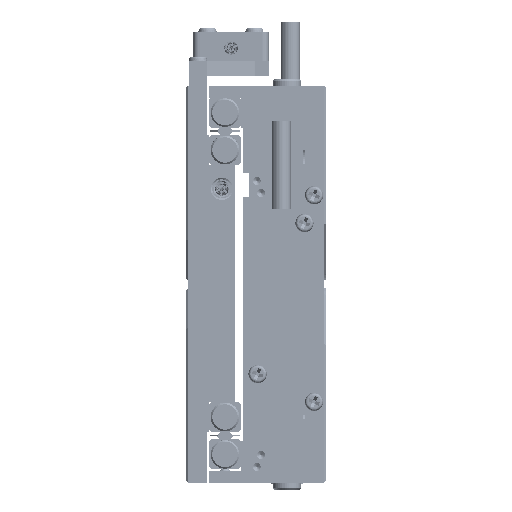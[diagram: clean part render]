
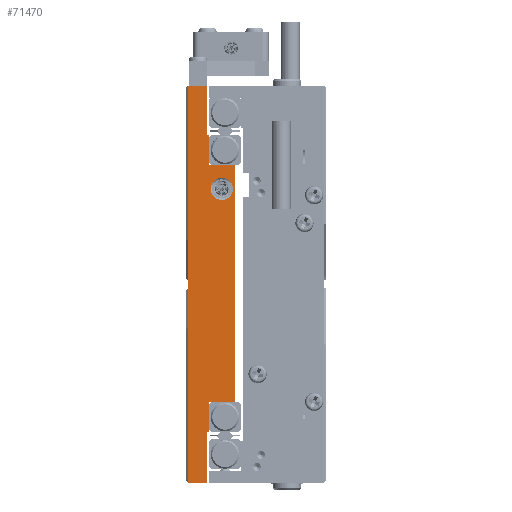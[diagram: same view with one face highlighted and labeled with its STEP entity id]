
A CAD part, left-side view. The second image highlights one B-rep face of the part: STEP entity #71470.
In plain terms, the highlighted face is planar.
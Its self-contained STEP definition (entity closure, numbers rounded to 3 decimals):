
#113 = EDGE_CURVE ( 'NONE', #75994, #64790, #5552, .T. ) ;
#163 = DIRECTION ( 'NONE',  ( 0., 0., -1. ) ) ;
#633 = LINE ( 'NONE', #27117, #42171 ) ;
#1099 = CARTESIAN_POINT ( 'NONE',  ( 40., -6.15, 50. ) ) ;
#2100 = CARTESIAN_POINT ( 'NONE',  ( 10.2, -2.85, 50. ) ) ;
#3395 = EDGE_CURVE ( 'NONE', #19246, #72451, #12841, .T. ) ;
#3687 = EDGE_CURVE ( 'NONE', #49598, #83739, #60538, .T. ) ;
#4718 = CIRCLE ( 'NONE', #53245, 1.4 ) ;
#5552 = LINE ( 'NONE', #32036, #40510 ) ;
#6675 = FACE_OUTER_BOUND ( 'NONE', #57641, .T. ) ;
#7693 = CARTESIAN_POINT ( 'NONE',  ( 0., -2.55, 50. ) ) ;
#7726 = EDGE_CURVE ( 'NONE', #56954, #19246, #12318, .T. ) ;
#8701 = CARTESIAN_POINT ( 'NONE',  ( 40., -2.85, 50. ) ) ;
#9894 = CARTESIAN_POINT ( 'NONE',  ( 6.4, -2.85, 50. ) ) ;
#10559 = VECTOR ( 'NONE', #43840, 1000. ) ;
#11070 = DIRECTION ( 'NONE',  ( 0., 0., 1. ) ) ;
#11796 = DIRECTION ( 'NONE',  ( 0., -1., 0. ) ) ;
#12318 = LINE ( 'NONE', #38781, #19196 ) ;
#12841 = LINE ( 'NONE', #39308, #38035 ) ;
#13596 = VERTEX_POINT ( 'NONE', #65840 ) ;
#14114 = VERTEX_POINT ( 'NONE', #29351 ) ;
#14439 = CARTESIAN_POINT ( 'NONE',  ( 6.4, -2.55, 50. ) ) ;
#14626 = CARTESIAN_POINT ( 'NONE',  ( 10.2, -6.15, 50. ) ) ;
#15131 = ORIENTED_EDGE ( 'NONE', *, *, #76060, .T. ) ;
#16532 = CARTESIAN_POINT ( 'NONE',  ( 40., -6.15, 50. ) ) ;
#17367 = CARTESIAN_POINT ( 'NONE',  ( 43.8, -2.55, 50. ) ) ;
#18997 = LINE ( 'NONE', #45480, #38982 ) ;
#19196 = VECTOR ( 'NONE', #65240, 1000. ) ;
#19246 = VERTEX_POINT ( 'NONE', #49965 ) ;
#19600 = ORIENTED_EDGE ( 'NONE', *, *, #45210, .T. ) ;
#20003 = VECTOR ( 'NONE', #52262, 1000. ) ;
#20245 = VERTEX_POINT ( 'NONE', #2100 ) ;
#21736 = EDGE_LOOP ( 'NONE', ( #61721, #38859 ) ) ;
#21752 = DIRECTION ( 'NONE',  ( 1., 0., 0. ) ) ;
#21864 = DIRECTION ( 'NONE',  ( 1., 0., 0. ) ) ;
#22801 = VECTOR ( 'NONE', #11796, 1000. ) ;
#23027 = CARTESIAN_POINT ( 'NONE',  ( 50., -0.2, 50. ) ) ;
#23995 = ORIENTED_EDGE ( 'NONE', *, *, #7726, .T. ) ;
#24803 = ORIENTED_EDGE ( 'NONE', *, *, #75667, .T. ) ;
#25312 = CIRCLE ( 'NONE', #36394, 1.4 ) ;
#25383 = EDGE_CURVE ( 'NONE', #35315, #64500, #4718, .T. ) ;
#25810 = CARTESIAN_POINT ( 'NONE',  ( 0., -0.2, 50. ) ) ;
#26045 = ORIENTED_EDGE ( 'NONE', *, *, #113, .T. ) ;
#26551 = VECTOR ( 'NONE', #41106, 1000. ) ;
#26617 = VECTOR ( 'NONE', #36358, 1000. ) ;
#26640 = DIRECTION ( 'NONE',  ( -1., 0., 0. ) ) ;
#26707 = ORIENTED_EDGE ( 'NONE', *, *, #33317, .T. ) ;
#27117 = CARTESIAN_POINT ( 'NONE',  ( 10.2, -2.85, 50. ) ) ;
#27584 = DIRECTION ( 'NONE',  ( 1., 0., 0. ) ) ;
#27890 = VECTOR ( 'NONE', #83686, 1000. ) ;
#28382 = VECTOR ( 'NONE', #35178, 1000. ) ;
#29351 = CARTESIAN_POINT ( 'NONE',  ( 0., -0.2, 50. ) ) ;
#30286 = CARTESIAN_POINT ( 'NONE',  ( 19.5, -0.2, 50. ) ) ;
#30304 = VERTEX_POINT ( 'NONE', #37308 ) ;
#30640 = AXIS2_PLACEMENT_3D ( 'NONE', #59594, #163, #26640 ) ;
#30797 = LINE ( 'NONE', #57242, #27890 ) ;
#32036 = CARTESIAN_POINT ( 'NONE',  ( 6.4, -2.55, 50. ) ) ;
#33153 = PLANE ( 'NONE',  #30640 ) ;
#33317 = EDGE_CURVE ( 'NONE', #39237, #56954, #76775, .T. ) ;
#33463 = ORIENTED_EDGE ( 'NONE', *, *, #58482, .T. ) ;
#34756 = LINE ( 'NONE', #81157, #84472 ) ;
#35178 = DIRECTION ( 'NONE',  ( 0., 1., 0. ) ) ;
#35243 = VECTOR ( 'NONE', #27584, 1000. ) ;
#35315 = VERTEX_POINT ( 'NONE', #61856 ) ;
#36358 = DIRECTION ( 'NONE',  ( 0., -1., 0. ) ) ;
#36394 = AXIS2_PLACEMENT_3D ( 'NONE', #70504, #11070, #37546 ) ;
#36427 = ORIENTED_EDGE ( 'NONE', *, *, #3687, .T. ) ;
#37308 = CARTESIAN_POINT ( 'NONE',  ( 6.4, -2.85, 50. ) ) ;
#37546 = DIRECTION ( 'NONE',  ( 1., 0., 0. ) ) ;
#38035 = VECTOR ( 'NONE', #65764, 1000. ) ;
#38700 = CARTESIAN_POINT ( 'NONE',  ( 43.8, -2.55, 50. ) ) ;
#38781 = CARTESIAN_POINT ( 'NONE',  ( 50., -2.55, 50. ) ) ;
#38859 = ORIENTED_EDGE ( 'NONE', *, *, #25383, .F. ) ;
#38982 = VECTOR ( 'NONE', #71918, 1000. ) ;
#39237 = VERTEX_POINT ( 'NONE', #84201 ) ;
#39308 = CARTESIAN_POINT ( 'NONE',  ( 50., 0., 50. ) ) ;
#40510 = VECTOR ( 'NONE', #58486, 1000. ) ;
#41106 = DIRECTION ( 'NONE',  ( 0., -1., 0. ) ) ;
#41417 = ORIENTED_EDGE ( 'NONE', *, *, #72242, .F. ) ;
#42171 = VECTOR ( 'NONE', #53573, 1000. ) ;
#42303 = EDGE_CURVE ( 'NONE', #14114, #75994, #44791, .T. ) ;
#42660 = EDGE_CURVE ( 'NONE', #83739, #13596, #68124, .T. ) ;
#42687 = ORIENTED_EDGE ( 'NONE', *, *, #3395, .T. ) ;
#43840 = DIRECTION ( 'NONE',  ( 0., 1., 0. ) ) ;
#43908 = VERTEX_POINT ( 'NONE', #30286 ) ;
#44791 = LINE ( 'NONE', #71216, #22801 ) ;
#45210 = EDGE_CURVE ( 'NONE', #43908, #14114, #85210, .T. ) ;
#45480 = CARTESIAN_POINT ( 'NONE',  ( 0., -0.2, 50. ) ) ;
#45678 = CARTESIAN_POINT ( 'NONE',  ( 38.4, -4.45, 50. ) ) ;
#47335 = VERTEX_POINT ( 'NONE', #66630 ) ;
#49018 = CARTESIAN_POINT ( 'NONE',  ( 10.2, -6.15, 50. ) ) ;
#49598 = VERTEX_POINT ( 'NONE', #49018 ) ;
#49965 = CARTESIAN_POINT ( 'NONE',  ( 50., -2.55, 50. ) ) ;
#52262 = DIRECTION ( 'NONE',  ( -1., 0., 0. ) ) ;
#53245 = AXIS2_PLACEMENT_3D ( 'NONE', #54835, #81272, #21864 ) ;
#53573 = DIRECTION ( 'NONE',  ( 1., 0., 0. ) ) ;
#54111 = LINE ( 'NONE', #14626, #26551 ) ;
#54835 = CARTESIAN_POINT ( 'NONE',  ( 37., -4.45, 50. ) ) ;
#56954 = VERTEX_POINT ( 'NONE', #38700 ) ;
#57242 = CARTESIAN_POINT ( 'NONE',  ( 43.8, -2.85, 50. ) ) ;
#57641 = EDGE_LOOP ( 'NONE', ( #42687, #24803, #41417, #19600, #68397, #26045, #33463, #71828, #15131, #36427, #79705, #76007, #26707, #23995 ) ) ;
#58482 = EDGE_CURVE ( 'NONE', #64790, #30304, #69316, .T. ) ;
#58486 = DIRECTION ( 'NONE',  ( 1., 0., 0. ) ) ;
#59594 = CARTESIAN_POINT ( 'NONE',  ( 0., 0., 50. ) ) ;
#59837 = EDGE_CURVE ( 'NONE', #64500, #35315, #25312, .T. ) ;
#60538 = LINE ( 'NONE', #1099, #35243 ) ;
#61721 = ORIENTED_EDGE ( 'NONE', *, *, #59837, .F. ) ;
#61856 = CARTESIAN_POINT ( 'NONE',  ( 35.6, -4.45, 50. ) ) ;
#63282 = EDGE_CURVE ( 'NONE', #30304, #20245, #633, .T. ) ;
#64500 = VERTEX_POINT ( 'NONE', #45678 ) ;
#64790 = VERTEX_POINT ( 'NONE', #14439 ) ;
#65240 = DIRECTION ( 'NONE',  ( 1., 0., 0. ) ) ;
#65764 = DIRECTION ( 'NONE',  ( 0., 1., 0. ) ) ;
#65840 = CARTESIAN_POINT ( 'NONE',  ( 40., -2.85, 50. ) ) ;
#66110 = FACE_BOUND ( 'NONE', #21736, .T. ) ;
#66630 = CARTESIAN_POINT ( 'NONE',  ( 30.5, -0.2, 50. ) ) ;
#68124 = LINE ( 'NONE', #8701, #28382 ) ;
#68397 = ORIENTED_EDGE ( 'NONE', *, *, #42303, .T. ) ;
#69316 = LINE ( 'NONE', #9894, #26617 ) ;
#70504 = CARTESIAN_POINT ( 'NONE',  ( 37., -4.45, 50. ) ) ;
#71216 = CARTESIAN_POINT ( 'NONE',  ( 0., -2.55, 50. ) ) ;
#71470 = ADVANCED_FACE ( 'NONE', ( #66110, #6675 ), #33153, .F. ) ;
#71828 = ORIENTED_EDGE ( 'NONE', *, *, #63282, .T. ) ;
#71918 = DIRECTION ( 'NONE',  ( -1., 0., 0. ) ) ;
#72242 = EDGE_CURVE ( 'NONE', #43908, #47335, #34756, .T. ) ;
#72451 = VERTEX_POINT ( 'NONE', #23027 ) ;
#75667 = EDGE_CURVE ( 'NONE', #72451, #47335, #18997, .T. ) ;
#75994 = VERTEX_POINT ( 'NONE', #7693 ) ;
#76007 = ORIENTED_EDGE ( 'NONE', *, *, #80637, .T. ) ;
#76060 = EDGE_CURVE ( 'NONE', #20245, #49598, #54111, .T. ) ;
#76775 = LINE ( 'NONE', #17367, #10559 ) ;
#79705 = ORIENTED_EDGE ( 'NONE', *, *, #42660, .T. ) ;
#80637 = EDGE_CURVE ( 'NONE', #13596, #39237, #30797, .T. ) ;
#81157 = CARTESIAN_POINT ( 'NONE',  ( 30.5, -0.2, 50. ) ) ;
#81272 = DIRECTION ( 'NONE',  ( 0., 0., 1. ) ) ;
#83686 = DIRECTION ( 'NONE',  ( 1., 0., 0. ) ) ;
#83739 = VERTEX_POINT ( 'NONE', #16532 ) ;
#84201 = CARTESIAN_POINT ( 'NONE',  ( 43.8, -2.85, 50. ) ) ;
#84472 = VECTOR ( 'NONE', #21752, 1000. ) ;
#85210 = LINE ( 'NONE', #25810, #20003 ) ;
